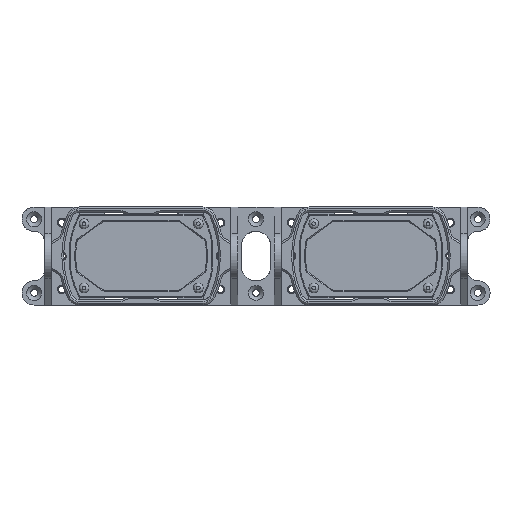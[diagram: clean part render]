
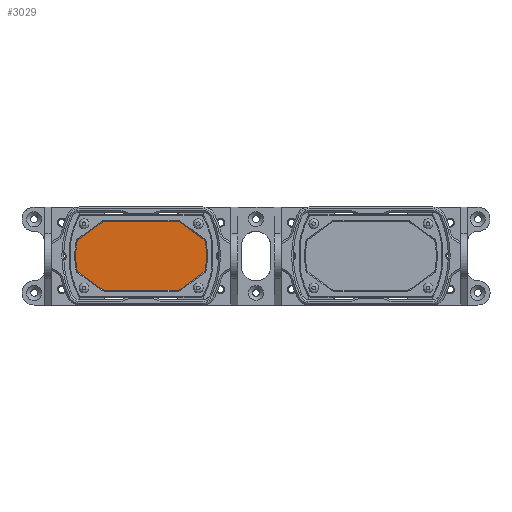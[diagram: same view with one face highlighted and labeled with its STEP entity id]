
A CAD part, top view. The second image highlights one B-rep face of the part: STEP entity #3029.
In plain terms, the highlighted free-form (B-spline) face has degree [1, 1] with [2, 2] control points.
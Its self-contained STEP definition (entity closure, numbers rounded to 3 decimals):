
#1486 = VERTEX_POINT('',#1487);
#1487 = CARTESIAN_POINT('',(32.969,28.415,
    -2.488));
#1492 = EDGE_CURVE('',#1493,#1486,#1495,.T.);
#1493 = VERTEX_POINT('',#1494);
#1494 = CARTESIAN_POINT('',(31.243,28.978,
    -2.488));
#1495 = ( BOUNDED_CURVE() B_SPLINE_CURVE(2,(#1496,#1497,#1498),
.UNSPECIFIED.,.F.,.F.) B_SPLINE_CURVE_WITH_KNOTS((3,3),(5.968,
6.599),.PIECEWISE_BEZIER_KNOTS.) CURVE() 
GEOMETRIC_REPRESENTATION_ITEM() RATIONAL_B_SPLINE_CURVE((1.,
0.951,1.)) REPRESENTATION_ITEM('') );
#1496 = CARTESIAN_POINT('',(31.243,28.978,
    -2.488));
#1497 = CARTESIAN_POINT('',(32.198,28.978,
    -2.488));
#1498 = CARTESIAN_POINT('',(32.969,28.415,
    -2.488));
#1518 = EDGE_CURVE('',#1519,#1486,#1521,.T.);
#1519 = VERTEX_POINT('',#1520);
#1520 = CARTESIAN_POINT('',(53.106,13.711,
    -2.488));
#1521 = B_SPLINE_CURVE_WITH_KNOTS('',1,(#1522,#1523),.UNSPECIFIED.,.F.,
  .F.,(2,2),(-17.689,-0.652),.PIECEWISE_BEZIER_KNOTS.);
#1522 = CARTESIAN_POINT('',(53.106,13.711,
    -2.488));
#1523 = CARTESIAN_POINT('',(32.969,28.415,
    -2.488));
#1539 = VERTEX_POINT('',#1540);
#1540 = CARTESIAN_POINT('',(54.262,11.857,
    -2.488));
#1545 = EDGE_CURVE('',#1519,#1539,#1546,.T.);
#1546 = ( BOUNDED_CURVE() B_SPLINE_CURVE(2,(#1547,#1548,#1549),
.UNSPECIFIED.,.F.,.F.) B_SPLINE_CURVE_WITH_KNOTS((3,3),(5.901,
6.666),.PIECEWISE_BEZIER_KNOTS.) CURVE() 
GEOMETRIC_REPRESENTATION_ITEM() RATIONAL_B_SPLINE_CURVE((1.,
0.928,1.)) REPRESENTATION_ITEM('') );
#1547 = CARTESIAN_POINT('',(53.106,13.711,
    -2.488));
#1548 = CARTESIAN_POINT('',(54.056,13.017,
    -2.488));
#1549 = CARTESIAN_POINT('',(54.262,11.857,
    -2.488));
#1564 = VERTEX_POINT('',#1565);
#1565 = CARTESIAN_POINT('',(54.262,-11.857,
    -2.488));
#1570 = EDGE_CURVE('',#1564,#1539,#1571,.T.);
#1571 = ( BOUNDED_CURVE() B_SPLINE_CURVE(2,(#1572,#1573,#1574),
.UNSPECIFIED.,.F.,.F.) B_SPLINE_CURVE_WITH_KNOTS((3,3),(5.668,
6.018),.PIECEWISE_BEZIER_KNOTS.) CURVE() 
GEOMETRIC_REPRESENTATION_ITEM() RATIONAL_B_SPLINE_CURVE((1.,
0.985,1.)) REPRESENTATION_ITEM('') );
#1572 = CARTESIAN_POINT('',(54.262,-11.857,
    -2.488));
#1573 = CARTESIAN_POINT('',(56.361,0.,
    -2.488));
#1574 = CARTESIAN_POINT('',(54.262,11.857,
    -2.488));
#1589 = VERTEX_POINT('',#1590);
#1590 = CARTESIAN_POINT('',(53.106,-13.711,
    -2.488));
#1595 = EDGE_CURVE('',#1564,#1589,#1596,.T.);
#1596 = ( BOUNDED_CURVE() B_SPLINE_CURVE(2,(#1597,#1598,#1599),
.UNSPECIFIED.,.F.,.F.) B_SPLINE_CURVE_WITH_KNOTS((3,3),(5.901,
6.666),.PIECEWISE_BEZIER_KNOTS.) CURVE() 
GEOMETRIC_REPRESENTATION_ITEM() RATIONAL_B_SPLINE_CURVE((1.,
0.928,1.)) REPRESENTATION_ITEM('') );
#1597 = CARTESIAN_POINT('',(54.262,-11.857,
    -2.488));
#1598 = CARTESIAN_POINT('',(54.056,-13.017,
    -2.488));
#1599 = CARTESIAN_POINT('',(53.106,-13.711,
    -2.488));
#1615 = EDGE_CURVE('',#1616,#1589,#1618,.T.);
#1616 = VERTEX_POINT('',#1617);
#1617 = CARTESIAN_POINT('',(32.969,-28.415,
    -2.488));
#1618 = B_SPLINE_CURVE_WITH_KNOTS('',1,(#1619,#1620),.UNSPECIFIED.,.F.,
  .F.,(2,2),(-17.831,-0.794),.PIECEWISE_BEZIER_KNOTS.);
#1619 = CARTESIAN_POINT('',(32.969,-28.415,
    -2.488));
#1620 = CARTESIAN_POINT('',(53.106,-13.711,
    -2.488));
#1636 = VERTEX_POINT('',#1637);
#1637 = CARTESIAN_POINT('',(31.243,-28.978,
    -2.488));
#1642 = EDGE_CURVE('',#1616,#1636,#1643,.T.);
#1643 = ( BOUNDED_CURVE() B_SPLINE_CURVE(2,(#1644,#1645,#1646),
.UNSPECIFIED.,.F.,.F.) B_SPLINE_CURVE_WITH_KNOTS((3,3),(5.968,
6.599),.PIECEWISE_BEZIER_KNOTS.) CURVE() 
GEOMETRIC_REPRESENTATION_ITEM() RATIONAL_B_SPLINE_CURVE((1.,
0.951,1.)) REPRESENTATION_ITEM('') );
#1644 = CARTESIAN_POINT('',(32.969,-28.415,
    -2.488));
#1645 = CARTESIAN_POINT('',(32.198,-28.978,
    -2.488));
#1646 = CARTESIAN_POINT('',(31.243,-28.978,
    -2.488));
#2843 = VERTEX_POINT('',#2844);
#2844 = CARTESIAN_POINT('',(-31.243,28.978,
    -2.488));
#2849 = EDGE_CURVE('',#2843,#2850,#2852,.T.);
#2850 = VERTEX_POINT('',#2851);
#2851 = CARTESIAN_POINT('',(-32.969,28.415,
    -2.488));
#2852 = ( BOUNDED_CURVE() B_SPLINE_CURVE(2,(#2853,#2854,#2855),
.UNSPECIFIED.,.F.,.F.) B_SPLINE_CURVE_WITH_KNOTS((3,3),(5.968,
6.599),.PIECEWISE_BEZIER_KNOTS.) CURVE() 
GEOMETRIC_REPRESENTATION_ITEM() RATIONAL_B_SPLINE_CURVE((1.,
0.951,1.)) REPRESENTATION_ITEM('') );
#2853 = CARTESIAN_POINT('',(-31.243,28.978,
    -2.488));
#2854 = CARTESIAN_POINT('',(-32.198,28.978,
    -2.488));
#2855 = CARTESIAN_POINT('',(-32.969,28.415,
    -2.488));
#2875 = VERTEX_POINT('',#2876);
#2876 = CARTESIAN_POINT('',(-53.106,13.711,
    -2.488));
#2881 = EDGE_CURVE('',#2875,#2850,#2882,.T.);
#2882 = B_SPLINE_CURVE_WITH_KNOTS('',1,(#2883,#2884),.UNSPECIFIED.,.F.,
  .F.,(2,2),(-17.689,-0.652),.PIECEWISE_BEZIER_KNOTS.);
#2883 = CARTESIAN_POINT('',(-53.106,13.711,
    -2.488));
#2884 = CARTESIAN_POINT('',(-32.969,28.415,
    -2.488));
#2896 = EDGE_CURVE('',#2875,#2897,#2899,.T.);
#2897 = VERTEX_POINT('',#2898);
#2898 = CARTESIAN_POINT('',(-54.262,11.857,
    -2.488));
#2899 = ( BOUNDED_CURVE() B_SPLINE_CURVE(2,(#2900,#2901,#2902),
.UNSPECIFIED.,.F.,.F.) B_SPLINE_CURVE_WITH_KNOTS((3,3),(5.901,
6.666),.PIECEWISE_BEZIER_KNOTS.) CURVE() 
GEOMETRIC_REPRESENTATION_ITEM() RATIONAL_B_SPLINE_CURVE((1.,
0.928,1.)) REPRESENTATION_ITEM('') );
#2900 = CARTESIAN_POINT('',(-53.106,13.711,
    -2.488));
#2901 = CARTESIAN_POINT('',(-54.056,13.017,
    -2.488));
#2902 = CARTESIAN_POINT('',(-54.262,11.857,
    -2.488));
#2921 = EDGE_CURVE('',#2922,#2897,#2924,.T.);
#2922 = VERTEX_POINT('',#2923);
#2923 = CARTESIAN_POINT('',(-54.262,-11.857,
    -2.488));
#2924 = ( BOUNDED_CURVE() B_SPLINE_CURVE(2,(#2925,#2926,#2927),
.UNSPECIFIED.,.F.,.F.) B_SPLINE_CURVE_WITH_KNOTS((3,3),(5.668,
6.018),.PIECEWISE_BEZIER_KNOTS.) CURVE() 
GEOMETRIC_REPRESENTATION_ITEM() RATIONAL_B_SPLINE_CURVE((1.,
0.985,1.)) REPRESENTATION_ITEM('') );
#2925 = CARTESIAN_POINT('',(-54.262,-11.857,
    -2.488));
#2926 = CARTESIAN_POINT('',(-56.361,0.,
    -2.488));
#2927 = CARTESIAN_POINT('',(-54.262,11.857,
    -2.488));
#2946 = EDGE_CURVE('',#2922,#2947,#2949,.T.);
#2947 = VERTEX_POINT('',#2948);
#2948 = CARTESIAN_POINT('',(-53.106,-13.711,
    -2.488));
#2949 = ( BOUNDED_CURVE() B_SPLINE_CURVE(2,(#2950,#2951,#2952),
.UNSPECIFIED.,.F.,.F.) B_SPLINE_CURVE_WITH_KNOTS((3,3),(5.901,
6.666),.PIECEWISE_BEZIER_KNOTS.) CURVE() 
GEOMETRIC_REPRESENTATION_ITEM() RATIONAL_B_SPLINE_CURVE((1.,
0.928,1.)) REPRESENTATION_ITEM('') );
#2950 = CARTESIAN_POINT('',(-54.262,-11.857,
    -2.488));
#2951 = CARTESIAN_POINT('',(-54.056,-13.017,
    -2.488));
#2952 = CARTESIAN_POINT('',(-53.106,-13.711,
    -2.488));
#2972 = VERTEX_POINT('',#2973);
#2973 = CARTESIAN_POINT('',(-32.969,-28.415,
    -2.488));
#2978 = EDGE_CURVE('',#2972,#2947,#2979,.T.);
#2979 = B_SPLINE_CURVE_WITH_KNOTS('',1,(#2980,#2981),.UNSPECIFIED.,.F.,
  .F.,(2,2),(-17.831,-0.794),.PIECEWISE_BEZIER_KNOTS.);
#2980 = CARTESIAN_POINT('',(-32.969,-28.415,
    -2.488));
#2981 = CARTESIAN_POINT('',(-53.106,-13.711,
    -2.488));
#2993 = EDGE_CURVE('',#2972,#2994,#2996,.T.);
#2994 = VERTEX_POINT('',#2995);
#2995 = CARTESIAN_POINT('',(-31.243,-28.978,
    -2.488));
#2996 = ( BOUNDED_CURVE() B_SPLINE_CURVE(2,(#2997,#2998,#2999),
.UNSPECIFIED.,.F.,.F.) B_SPLINE_CURVE_WITH_KNOTS((3,3),(5.968,
6.599),.PIECEWISE_BEZIER_KNOTS.) CURVE() 
GEOMETRIC_REPRESENTATION_ITEM() RATIONAL_B_SPLINE_CURVE((1.,
0.951,1.)) REPRESENTATION_ITEM('') );
#2997 = CARTESIAN_POINT('',(-32.969,-28.415,
    -2.488));
#2998 = CARTESIAN_POINT('',(-32.198,-28.978,
    -2.488));
#2999 = CARTESIAN_POINT('',(-31.243,-28.978,
    -2.488));
#3019 = EDGE_CURVE('',#1636,#2994,#3020,.T.);
#3020 = B_SPLINE_CURVE_WITH_KNOTS('',1,(#3021,#3022),.UNSPECIFIED.,.F.,
  .F.,(2,2),(-54.706,-12.011),.PIECEWISE_BEZIER_KNOTS.);
#3021 = CARTESIAN_POINT('',(31.243,-28.978,
    -2.488));
#3022 = CARTESIAN_POINT('',(-31.243,-28.978,
    -2.488));
#3029 = ADVANCED_FACE('',(#3030),#3052,.T.);
#3030 = FACE_BOUND('',#3031,.T.);
#3031 = EDGE_LOOP('',(#3032,#3033,#3034,#3035,#3036,#3037,#3038,#3039,
    #3040,#3041,#3046,#3047,#3048,#3049,#3050,#3051));
#3032 = ORIENTED_EDGE('',*,*,#2993,.T.);
#3033 = ORIENTED_EDGE('',*,*,#3019,.F.);
#3034 = ORIENTED_EDGE('',*,*,#1642,.F.);
#3035 = ORIENTED_EDGE('',*,*,#1615,.T.);
#3036 = ORIENTED_EDGE('',*,*,#1595,.F.);
#3037 = ORIENTED_EDGE('',*,*,#1570,.T.);
#3038 = ORIENTED_EDGE('',*,*,#1545,.F.);
#3039 = ORIENTED_EDGE('',*,*,#1518,.T.);
#3040 = ORIENTED_EDGE('',*,*,#1492,.F.);
#3041 = ORIENTED_EDGE('',*,*,#3042,.T.);
#3042 = EDGE_CURVE('',#1493,#2843,#3043,.T.);
#3043 = B_SPLINE_CURVE_WITH_KNOTS('',1,(#3044,#3045),.UNSPECIFIED.,.F.,
  .F.,(2,2),(-54.706,-12.011),.PIECEWISE_BEZIER_KNOTS.);
#3044 = CARTESIAN_POINT('',(31.243,28.978,
    -2.488));
#3045 = CARTESIAN_POINT('',(-31.243,28.978,
    -2.488));
#3046 = ORIENTED_EDGE('',*,*,#2849,.T.);
#3047 = ORIENTED_EDGE('',*,*,#2881,.F.);
#3048 = ORIENTED_EDGE('',*,*,#2896,.T.);
#3049 = ORIENTED_EDGE('',*,*,#2921,.F.);
#3050 = ORIENTED_EDGE('',*,*,#2946,.T.);
#3051 = ORIENTED_EDGE('',*,*,#2978,.F.);
#3052 = B_SPLINE_SURFACE_WITH_KNOTS('',1,1,(
    (#3053,#3054)
    ,(#3055,#3056
    )),.UNSPECIFIED.,.F.,.F.,.F.,(2,2),(2,2),(-35.573,
    40.003),(-19.8,19.8),.PIECEWISE_BEZIER_KNOTS.);
#3053 = CARTESIAN_POINT('',(-55.303,-28.978,
    -2.488));
#3054 = CARTESIAN_POINT('',(-55.303,28.978,
    -2.488));
#3055 = CARTESIAN_POINT('',(55.303,-28.978,
    -2.488));
#3056 = CARTESIAN_POINT('',(55.303,28.978,
    -2.488));
